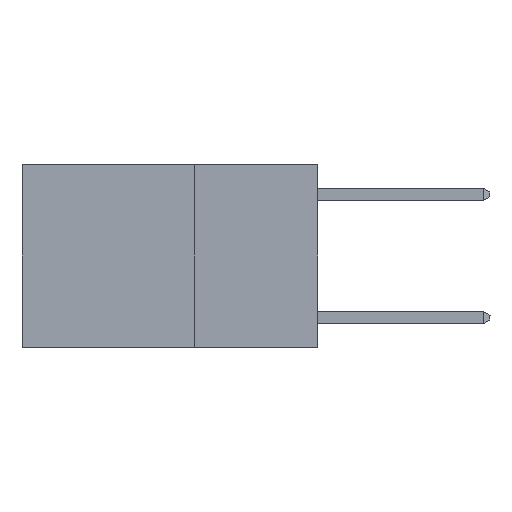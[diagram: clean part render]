
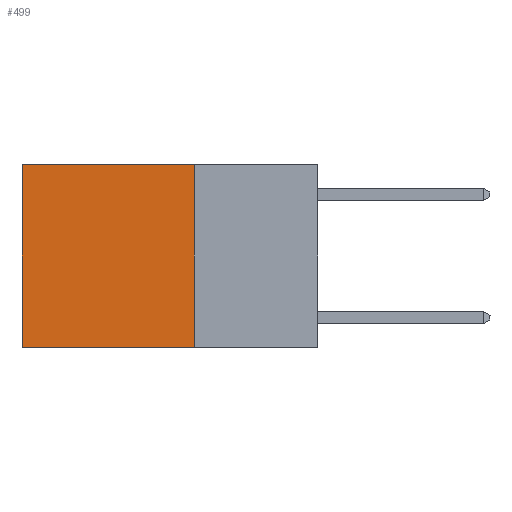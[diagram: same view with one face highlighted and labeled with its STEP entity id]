
A CAD part, left-side view. The second image highlights one B-rep face of the part: STEP entity #499.
In plain terms, the highlighted planar face has unit normal (-1, 0, 0).
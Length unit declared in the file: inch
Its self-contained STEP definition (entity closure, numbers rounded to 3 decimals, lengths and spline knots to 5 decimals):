
#499 = ADVANCED_FACE ( 'NONE', ( #2118 ), #6774, .F. ) ;
#525 = VECTOR ( 'NONE', #5553, 39.37008 ) ;
#691 = VERTEX_POINT ( 'NONE', #1815 ) ;
#876 = DIRECTION ( 'NONE',  ( 0., 0., -1. ) ) ;
#1706 = EDGE_CURVE ( 'NONE', #5646, #1883, #2087, .T. ) ;
#1815 = CARTESIAN_POINT ( 'NONE',  ( 0.2625, 0.25, 0. ) ) ;
#1883 = VERTEX_POINT ( 'NONE', #5537 ) ;
#2004 = DIRECTION ( 'NONE',  ( 0., 1., 0. ) ) ;
#2087 = LINE ( 'NONE', #4970, #6163 ) ;
#2118 = FACE_OUTER_BOUND ( 'NONE', #2936, .T. ) ;
#2154 = ORIENTED_EDGE ( 'NONE', *, *, #7667, .F. ) ;
#2705 = CARTESIAN_POINT ( 'NONE',  ( 0.2625, 0.6, 0. ) ) ;
#2936 = EDGE_LOOP ( 'NONE', ( #10683, #4529, #2154, #9336 ) ) ;
#3645 = LINE ( 'NONE', #8532, #7946 ) ;
#4103 = DIRECTION ( 'NONE',  ( 1., 0., 0. ) ) ;
#4529 = ORIENTED_EDGE ( 'NONE', *, *, #4678, .F. ) ;
#4678 = EDGE_CURVE ( 'NONE', #6176, #1883, #7061, .T. ) ;
#4712 = VECTOR ( 'NONE', #2004, 39.37008 ) ;
#4970 = CARTESIAN_POINT ( 'NONE',  ( 0.2625, 0.6, 0. ) ) ;
#5306 = EDGE_CURVE ( 'NONE', #691, #5646, #9046, .T. ) ;
#5537 = CARTESIAN_POINT ( 'NONE',  ( 0.2625, 0.6, -0.37 ) ) ;
#5553 = DIRECTION ( 'NONE',  ( 0., 1., 0. ) ) ;
#5646 = VERTEX_POINT ( 'NONE', #2705 ) ;
#5916 = CARTESIAN_POINT ( 'NONE',  ( 0.2625, 0.25, 0. ) ) ;
#5949 = AXIS2_PLACEMENT_3D ( 'NONE', #5916, #4103, #7606 ) ;
#6163 = VECTOR ( 'NONE', #9933, 39.37008 ) ;
#6176 = VERTEX_POINT ( 'NONE', #6358 ) ;
#6358 = CARTESIAN_POINT ( 'NONE',  ( 0.2625, 0.25, -0.37 ) ) ;
#6774 = PLANE ( 'NONE',  #5949 ) ;
#7061 = LINE ( 'NONE', #7989, #4712 ) ;
#7606 = DIRECTION ( 'NONE',  ( 0., 0., -1. ) ) ;
#7667 = EDGE_CURVE ( 'NONE', #691, #6176, #3645, .T. ) ;
#7946 = VECTOR ( 'NONE', #876, 39.37008 ) ;
#7989 = CARTESIAN_POINT ( 'NONE',  ( 0.2625, 0.25, -0.37 ) ) ;
#8532 = CARTESIAN_POINT ( 'NONE',  ( 0.2625, 0.25, 0. ) ) ;
#9046 = LINE ( 'NONE', #9627, #525 ) ;
#9336 = ORIENTED_EDGE ( 'NONE', *, *, #5306, .T. ) ;
#9627 = CARTESIAN_POINT ( 'NONE',  ( 0.2625, 0.25, 0. ) ) ;
#9933 = DIRECTION ( 'NONE',  ( 0., 0., -1. ) ) ;
#10683 = ORIENTED_EDGE ( 'NONE', *, *, #1706, .T. ) ;
